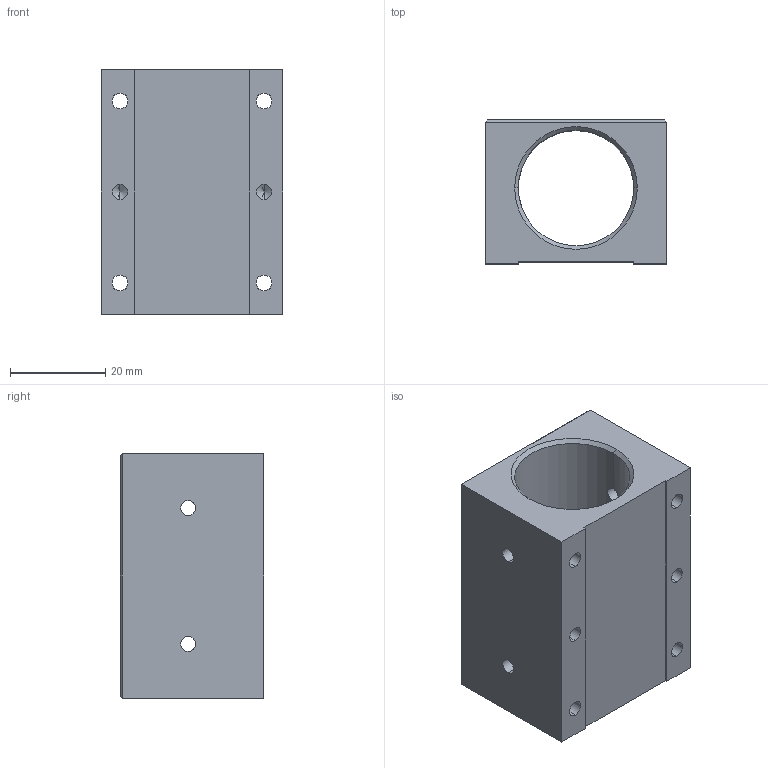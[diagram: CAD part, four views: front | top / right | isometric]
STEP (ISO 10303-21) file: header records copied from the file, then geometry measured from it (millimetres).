
FILE_DESCRIPTION (( 'STEP AP203' ), '1' );
FILE_NAME ('S8012P02.STEP', '2019-04-11T12:20:25', ( '' ), ( '' ), 'SwSTEP 2.0', 'SolidWorks 2019', '' );
FILE_SCHEMA (( 'CONFIG_CONTROL_DESIGN' ));
Length unit declared in the file: inch
Products named in the file (1): S8012P02
Bounding box: 38.1 x 30.15 x 51.31 mm (x, y, z)
Volume: 33180.2 mm3; surface area: 13819.2 mm2
Topology: 1 solids, 1 shells, 74 faces, 181 edges, 106 vertices
Faces by surface type: cylinder 40, plane 18, cone 16
Entity records: 2500 total; most frequent: CARTESIAN_POINT 632, DIRECTION 391, ORIENTED_EDGE 354, EDGE_CURVE 177, AXIS2_PLACEMENT_3D 149, VERTEX_POINT 106, EDGE_LOOP 95, LINE 93
